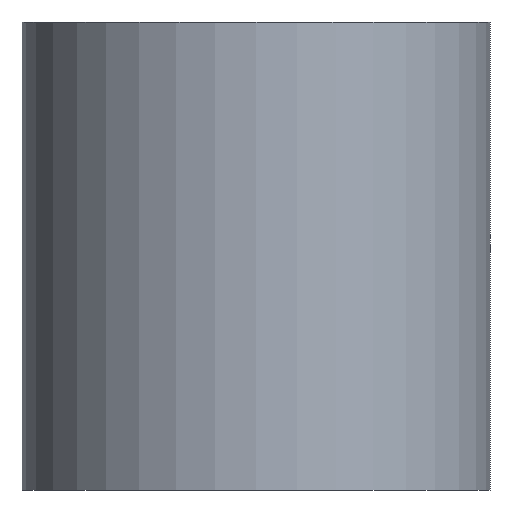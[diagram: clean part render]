
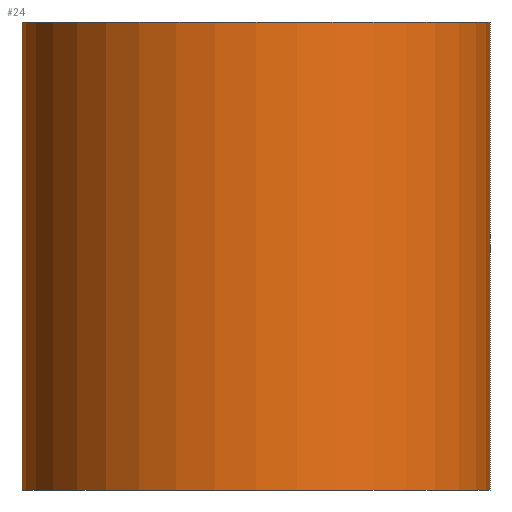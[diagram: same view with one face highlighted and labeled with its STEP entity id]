
A CAD part, front view. The second image highlights one B-rep face of the part: STEP entity #24.
In plain terms, the highlighted cylindrical face has radius 3.175 mm (diameter 6.35 mm), a partial arc.
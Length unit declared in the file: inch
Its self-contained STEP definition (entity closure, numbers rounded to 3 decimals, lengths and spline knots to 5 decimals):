
#4 = EDGE_CURVE ( 'NONE', #156, #150, #23, .T. ) ;
#7 = EDGE_CURVE ( 'NONE', #151, #156, #62, .T. ) ;
#8 = EDGE_CURVE ( 'NONE', #152, #150, #59, .T. ) ;
#11 = EDGE_CURVE ( 'NONE', #151, #152, #19, .T. ) ;
#19 = CIRCLE ( 'NONE', #199, 0.125 ) ;
#23 = CIRCLE ( 'NONE', #193, 0.125 ) ;
#24 = ADVANCED_FACE ( 'NONE', ( #192 ), #216, .T. ) ;
#57 = DIRECTION ( 'NONE',  ( 0., 0., -1. ) ) ;
#58 = CARTESIAN_POINT ( 'NONE',  ( 0.125, 0., 0.25 ) ) ;
#59 = LINE ( 'NONE', #58, #202 ) ;
#60 = DIRECTION ( 'NONE',  ( 0., 0., -1. ) ) ;
#61 = CARTESIAN_POINT ( 'NONE',  ( -0.125, 0., 0.25 ) ) ;
#62 = LINE ( 'NONE', #61, #197 ) ;
#70 = DIRECTION ( 'NONE',  ( 1., 0., 0. ) ) ;
#71 = DIRECTION ( 'NONE',  ( 0., 0., 1. ) ) ;
#75 = CARTESIAN_POINT ( 'NONE',  ( 0., 0., 0. ) ) ;
#86 = CARTESIAN_POINT ( 'NONE',  ( 0.125, 0., 0. ) ) ;
#87 = CARTESIAN_POINT ( 'NONE',  ( -0.125, 0., 0.25 ) ) ;
#88 = CARTESIAN_POINT ( 'NONE',  ( 0.125, 0., 0.25 ) ) ;
#92 = CARTESIAN_POINT ( 'NONE',  ( -0.125, 0., 0. ) ) ;
#139 = DIRECTION ( 'NONE',  ( -1., 0., 0. ) ) ;
#140 = DIRECTION ( 'NONE',  ( 0., 0., -1. ) ) ;
#141 = CARTESIAN_POINT ( 'NONE',  ( 0., 0., 0.25 ) ) ;
#150 = VERTEX_POINT ( 'NONE', #86 ) ;
#151 = VERTEX_POINT ( 'NONE', #87 ) ;
#152 = VERTEX_POINT ( 'NONE', #88 ) ;
#156 = VERTEX_POINT ( 'NONE', #92 ) ;
#163 = EDGE_LOOP ( 'NONE', ( #187, #170, #169, #171 ) ) ;
#169 = ORIENTED_EDGE ( 'NONE', *, *, #7, .T. ) ;
#170 = ORIENTED_EDGE ( 'NONE', *, *, #11, .F. ) ;
#171 = ORIENTED_EDGE ( 'NONE', *, *, #4, .T. ) ;
#187 = ORIENTED_EDGE ( 'NONE', *, *, #8, .F. ) ;
#192 = FACE_OUTER_BOUND ( 'NONE', #163, .T. ) ;
#193 = AXIS2_PLACEMENT_3D ( 'NONE', #75, #71, #70 ) ;
#197 = VECTOR ( 'NONE', #60, 39.37008 ) ;
#199 = AXIS2_PLACEMENT_3D ( 'NONE', #208, #210, #206 ) ;
#202 = VECTOR ( 'NONE', #57, 39.37008 ) ;
#206 = DIRECTION ( 'NONE',  ( 1., 0., 0. ) ) ;
#208 = CARTESIAN_POINT ( 'NONE',  ( 0., 0., 0.25 ) ) ;
#210 = DIRECTION ( 'NONE',  ( 0., 0., 1. ) ) ;
#215 = AXIS2_PLACEMENT_3D ( 'NONE', #141, #140, #139 ) ;
#216 = CYLINDRICAL_SURFACE ( 'NONE', #215, 0.125 ) ;
